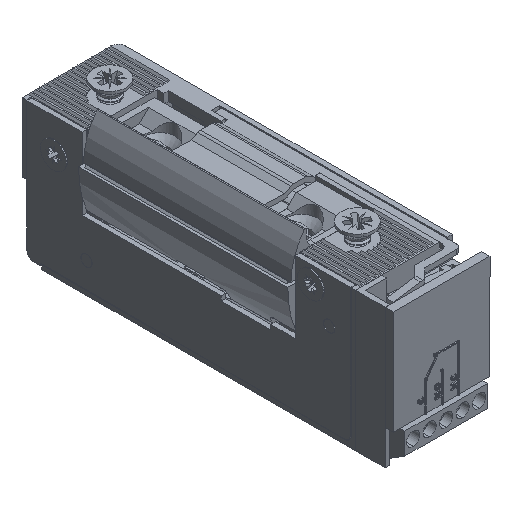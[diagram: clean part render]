
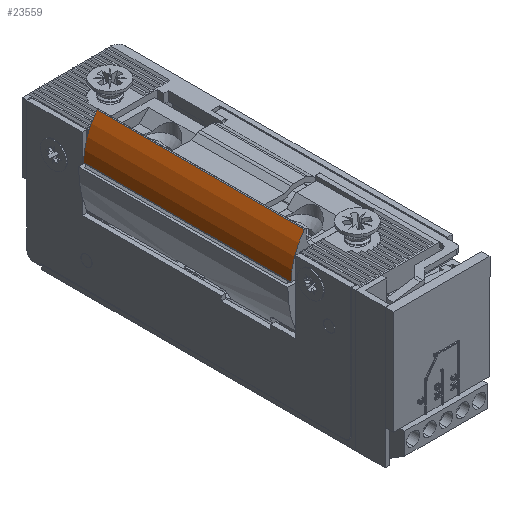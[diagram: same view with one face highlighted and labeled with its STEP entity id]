
A CAD part, isometric view. The second image highlights one B-rep face of the part: STEP entity #23559.
In plain terms, the highlighted cylindrical face has radius 13.7 mm (diameter 27.4 mm), a partial arc.
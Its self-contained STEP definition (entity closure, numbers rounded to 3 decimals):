
#587 = CIRCLE ( 'NONE', #5610, 13.7 ) ;
#1779 = CIRCLE ( 'NONE', #50297, 13.7 ) ;
#4204 = ORIENTED_EDGE ( 'NONE', *, *, #33212, .T. ) ;
#5610 = AXIS2_PLACEMENT_3D ( 'NONE', #9278, #38119, #23551 ) ;
#7216 = CARTESIAN_POINT ( 'NONE',  ( 22., 0.792, 14. ) ) ;
#8873 = VERTEX_POINT ( 'NONE', #49236 ) ;
#9278 = CARTESIAN_POINT ( 'NONE',  ( 22., 0.7, 0.3 ) ) ;
#11043 = DIRECTION ( 'NONE',  ( 0., 0., -1. ) ) ;
#11580 = CYLINDRICAL_SURFACE ( 'NONE', #12410, 13.7 ) ;
#11954 = EDGE_CURVE ( 'NONE', #52922, #52201, #587, .T. ) ;
#12410 = AXIS2_PLACEMENT_3D ( 'NONE', #38925, #29313, #16237 ) ;
#16237 = DIRECTION ( 'NONE',  ( 0., 0., -1. ) ) ;
#16290 = ORIENTED_EDGE ( 'NONE', *, *, #18488, .T. ) ;
#17777 = CARTESIAN_POINT ( 'NONE',  ( 22.35, 0.792, 14. ) ) ;
#18488 = EDGE_CURVE ( 'NONE', #52201, #8873, #36594, .T. ) ;
#18585 = CARTESIAN_POINT ( 'NONE',  ( 22.35, 9.081, 11.138 ) ) ;
#20702 = CARTESIAN_POINT ( 'NONE',  ( -22., 0.7, 0.3 ) ) ;
#21986 = VECTOR ( 'NONE', #37331, 1000. ) ;
#23192 = ORIENTED_EDGE ( 'NONE', *, *, #39542, .T. ) ;
#23551 = DIRECTION ( 'NONE',  ( 0., 0., -1. ) ) ;
#23559 = ADVANCED_FACE ( 'NONE', ( #34579 ), #11580, .T. ) ;
#29313 = DIRECTION ( 'NONE',  ( 1., 0., 0. ) ) ;
#30010 = VECTOR ( 'NONE', #36284, 1000. ) ;
#33212 = EDGE_CURVE ( 'NONE', #8873, #49265, #1779, .T. ) ;
#34579 = FACE_OUTER_BOUND ( 'NONE', #49755, .T. ) ;
#36284 = DIRECTION ( 'NONE',  ( -1., 0., 0. ) ) ;
#36594 = LINE ( 'NONE', #18585, #30010 ) ;
#37331 = DIRECTION ( 'NONE',  ( 1., 0., 0. ) ) ;
#38119 = DIRECTION ( 'NONE',  ( -1., 0., 0. ) ) ;
#38925 = CARTESIAN_POINT ( 'NONE',  ( 22.35, 0.7, 0.3 ) ) ;
#39542 = EDGE_CURVE ( 'NONE', #49265, #52922, #42296, .T. ) ;
#39621 = DIRECTION ( 'NONE',  ( 1., 0., 0. ) ) ;
#40628 = CARTESIAN_POINT ( 'NONE',  ( 22., 9.081, 11.138 ) ) ;
#42296 = LINE ( 'NONE', #17777, #21986 ) ;
#49236 = CARTESIAN_POINT ( 'NONE',  ( -22., 9.081, 11.138 ) ) ;
#49265 = VERTEX_POINT ( 'NONE', #56348 ) ;
#49755 = EDGE_LOOP ( 'NONE', ( #56639, #16290, #4204, #23192 ) ) ;
#50297 = AXIS2_PLACEMENT_3D ( 'NONE', #20702, #39621, #11043 ) ;
#52201 = VERTEX_POINT ( 'NONE', #40628 ) ;
#52922 = VERTEX_POINT ( 'NONE', #7216 ) ;
#56348 = CARTESIAN_POINT ( 'NONE',  ( -22., 0.792, 14. ) ) ;
#56639 = ORIENTED_EDGE ( 'NONE', *, *, #11954, .T. ) ;
